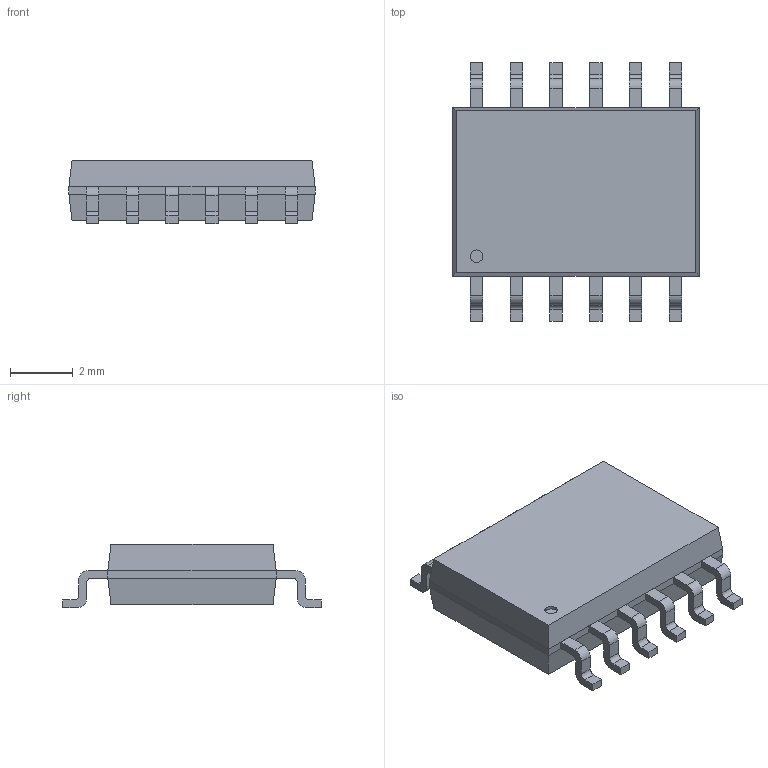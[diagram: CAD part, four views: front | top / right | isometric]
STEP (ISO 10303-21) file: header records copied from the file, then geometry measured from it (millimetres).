
FILE_DESCRIPTION(/* description */ (''),/* implementation_level */ '2;1');
FILE_NAME(/* name */ '5eff96157c244518a3fd47e7',/* time_stamp */ '2020-07-03T20:33:26+00:00',/* author */ (''),/* organization */ (''),/* preprocessor_version */ 'ST-DEVELOPER v16.7',/* originating_system */ $,/* authorisation */ $);
FILE_SCHEMA (('AUTOMOTIVE_DESIGN {1 0 10303 214 3 1 1}'));
Length unit declared in the file: metre
Products named in the file (13): Part 13; Part 12; Part 11; Part 10; Part 9; Part 8; Part 7; Part 6; Part 5; Part 4; Part 3; Part 2; Part 1
Bounding box: 7.87 x 8.26 x 2.03 mm (x, y, z)
Volume: 82.2 mm3; surface area: 167.3 mm2
Topology: 13 solids, 13 shells, 184 faces, 463 edges, 306 vertices
Faces by surface type: plane 135, cylinder 49
Full cylindrical faces by diameter (mm): 0.4 x1
Entity records: 5822 total; most frequent: CARTESIAN_POINT 965, DIRECTION 954, ORIENTED_EDGE 924, EDGE_CURVE 462, LINE 364, VECTOR 364, VERTEX_POINT 306, AXIS2_PLACEMENT_3D 295
